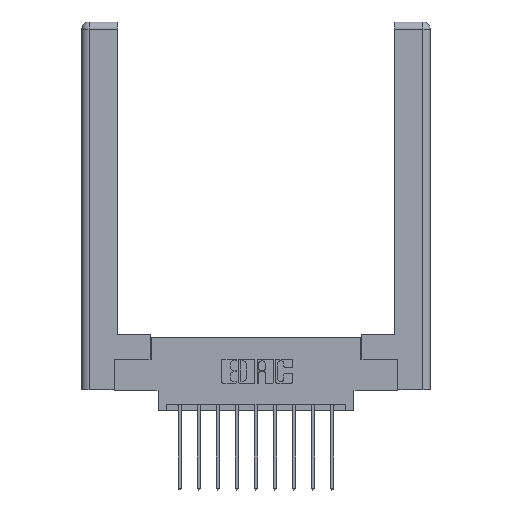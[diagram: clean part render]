
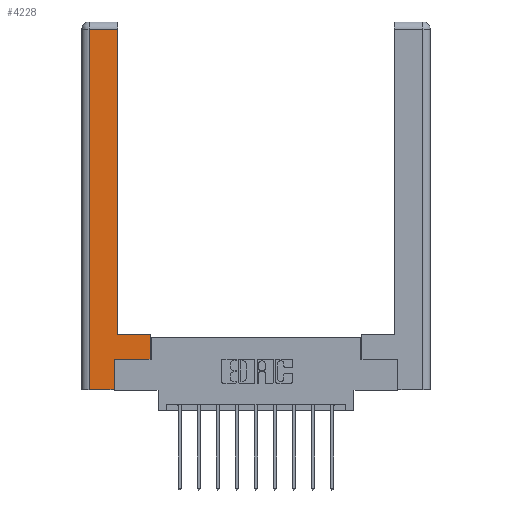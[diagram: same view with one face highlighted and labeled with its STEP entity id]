
A CAD part, top view. The second image highlights one B-rep face of the part: STEP entity #4228.
In plain terms, the highlighted planar face has unit normal (0, 0, 1).
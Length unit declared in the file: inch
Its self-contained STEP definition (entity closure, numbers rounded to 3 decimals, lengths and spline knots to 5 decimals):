
#36 = FACE_OUTER_BOUND ( 'NONE', #11450, .T. ) ;
#167 = CARTESIAN_POINT ( 'NONE',  ( 0.295, 0.45, 0. ) ) ;
#232 = LINE ( 'NONE', #6514, #5322 ) ;
#540 = EDGE_CURVE ( 'NONE', #7146, #11955, #5178, .T. ) ;
#1584 = CARTESIAN_POINT ( 'NONE',  ( 0.265, 0., 0. ) ) ;
#1921 = ORIENTED_EDGE ( 'NONE', *, *, #540, .T. ) ;
#2076 = EDGE_CURVE ( 'NONE', #2427, #4532, #2231, .T. ) ;
#2108 = VECTOR ( 'NONE', #7124, 39.37008 ) ;
#2136 = VERTEX_POINT ( 'NONE', #4096 ) ;
#2231 = LINE ( 'NONE', #12681, #13446 ) ;
#2361 = LINE ( 'NONE', #1584, #10378 ) ;
#2427 = VERTEX_POINT ( 'NONE', #5870 ) ;
#2662 = CARTESIAN_POINT ( 'NONE',  ( 0.265, 0.245, 0. ) ) ;
#2679 = CARTESIAN_POINT ( 'NONE',  ( 0.565, 0.245, 0. ) ) ;
#2947 = CARTESIAN_POINT ( 'NONE',  ( 0.265, 0., 0. ) ) ;
#3081 = DIRECTION ( 'NONE',  ( 0., 1., 0. ) ) ;
#3615 = ORIENTED_EDGE ( 'NONE', *, *, #12923, .T. ) ;
#4096 = CARTESIAN_POINT ( 'NONE',  ( 0.0615, 0., 0. ) ) ;
#4228 = ADVANCED_FACE ( 'NONE', ( #36 ), #13694, .F. ) ;
#4505 = CARTESIAN_POINT ( 'NONE',  ( 0.265, 0.245, 0. ) ) ;
#4532 = VERTEX_POINT ( 'NONE', #10370 ) ;
#4911 = ORIENTED_EDGE ( 'NONE', *, *, #6579, .T. ) ;
#5130 = VECTOR ( 'NONE', #7647, 39.37008 ) ;
#5178 = LINE ( 'NONE', #2679, #2108 ) ;
#5322 = VECTOR ( 'NONE', #7648, 39.37008 ) ;
#5530 = VERTEX_POINT ( 'NONE', #12825 ) ;
#5870 = CARTESIAN_POINT ( 'NONE',  ( 0.295, 2.94, 0. ) ) ;
#6222 = DIRECTION ( 'NONE',  ( -1., 0., 0. ) ) ;
#6313 = ORIENTED_EDGE ( 'NONE', *, *, #8067, .T. ) ;
#6514 = CARTESIAN_POINT ( 'NONE',  ( 0.0615, 0., 0. ) ) ;
#6579 = EDGE_CURVE ( 'NONE', #5530, #2427, #12946, .T. ) ;
#7124 = DIRECTION ( 'NONE',  ( 1., 0., 0. ) ) ;
#7146 = VERTEX_POINT ( 'NONE', #4505 ) ;
#7190 = CARTESIAN_POINT ( 'NONE',  ( 0., 0., 0. ) ) ;
#7647 = DIRECTION ( 'NONE',  ( 0., 1., 0. ) ) ;
#7648 = DIRECTION ( 'NONE',  ( 0., -1., 0. ) ) ;
#7664 = VECTOR ( 'NONE', #9037, 39.37008 ) ;
#8067 = EDGE_CURVE ( 'NONE', #2136, #8880, #2361, .T. ) ;
#8307 = CARTESIAN_POINT ( 'NONE',  ( 0.565, 0.45, 0. ) ) ;
#8457 = AXIS2_PLACEMENT_3D ( 'NONE', #7190, #10502, #10411 ) ;
#8695 = CARTESIAN_POINT ( 'NONE',  ( 0.295, 3., 0. ) ) ;
#8880 = VERTEX_POINT ( 'NONE', #2947 ) ;
#9037 = DIRECTION ( 'NONE',  ( -1., 0., 0. ) ) ;
#9085 = ORIENTED_EDGE ( 'NONE', *, *, #2076, .T. ) ;
#9345 = CARTESIAN_POINT ( 'NONE',  ( 0.565, 0.45, 0. ) ) ;
#9721 = VECTOR ( 'NONE', #10293, 39.37008 ) ;
#9819 = EDGE_CURVE ( 'NONE', #4532, #2136, #232, .T. ) ;
#10293 = DIRECTION ( 'NONE',  ( 0., 1., 0. ) ) ;
#10370 = CARTESIAN_POINT ( 'NONE',  ( 0.0615, 2.94, 0. ) ) ;
#10378 = VECTOR ( 'NONE', #12502, 39.37008 ) ;
#10411 = DIRECTION ( 'NONE',  ( -1., 0., 0. ) ) ;
#10502 = DIRECTION ( 'NONE',  ( 0., 0., -1. ) ) ;
#10573 = VECTOR ( 'NONE', #3081, 39.37008 ) ;
#10661 = EDGE_CURVE ( 'NONE', #13321, #5530, #10947, .T. ) ;
#10845 = EDGE_CURVE ( 'NONE', #8880, #7146, #13441, .T. ) ;
#10947 = LINE ( 'NONE', #167, #7664 ) ;
#11058 = CARTESIAN_POINT ( 'NONE',  ( 0.565, 0.245, 0. ) ) ;
#11406 = LINE ( 'NONE', #9345, #10573 ) ;
#11450 = EDGE_LOOP ( 'NONE', ( #4911, #9085, #11743, #6313, #11993, #1921, #3615, #14000 ) ) ;
#11743 = ORIENTED_EDGE ( 'NONE', *, *, #9819, .T. ) ;
#11955 = VERTEX_POINT ( 'NONE', #11058 ) ;
#11993 = ORIENTED_EDGE ( 'NONE', *, *, #10845, .T. ) ;
#12502 = DIRECTION ( 'NONE',  ( 1., 0., 0. ) ) ;
#12681 = CARTESIAN_POINT ( 'NONE',  ( 0.0615, 2.94, 0. ) ) ;
#12825 = CARTESIAN_POINT ( 'NONE',  ( 0.295, 0.45, 0. ) ) ;
#12923 = EDGE_CURVE ( 'NONE', #11955, #13321, #11406, .T. ) ;
#12946 = LINE ( 'NONE', #8695, #5130 ) ;
#13321 = VERTEX_POINT ( 'NONE', #8307 ) ;
#13441 = LINE ( 'NONE', #2662, #9721 ) ;
#13446 = VECTOR ( 'NONE', #6222, 39.37008 ) ;
#13694 = PLANE ( 'NONE',  #8457 ) ;
#14000 = ORIENTED_EDGE ( 'NONE', *, *, #10661, .T. ) ;
